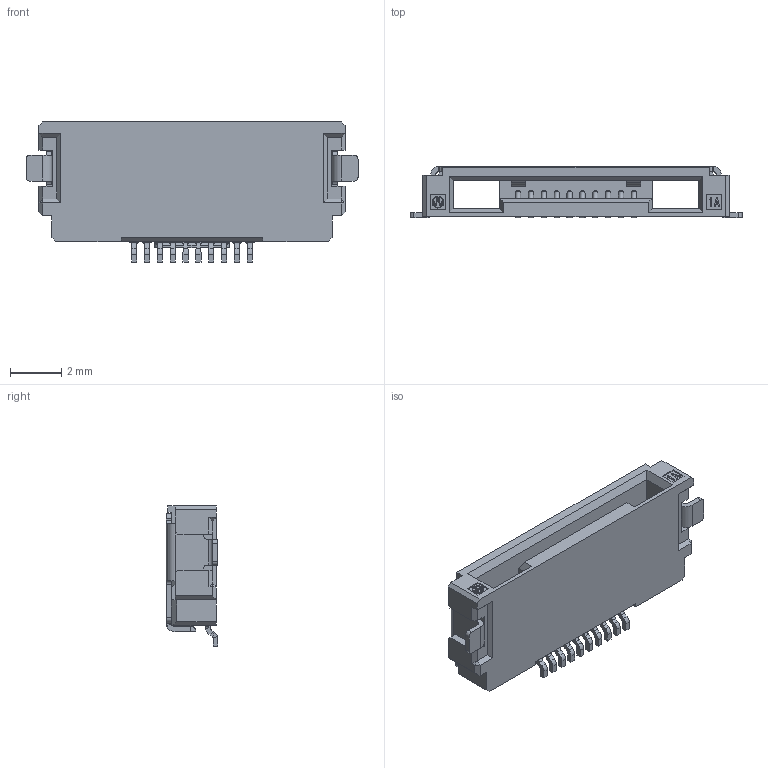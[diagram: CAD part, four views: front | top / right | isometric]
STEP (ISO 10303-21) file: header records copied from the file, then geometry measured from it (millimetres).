
FILE_DESCRIPTION (( 'STEP AP214' ), '1' );
FILE_NAME ('HF509S-10-03j.STEP', '2013-07-25T02:48:45', ( 'admin' ), ( '' ), 'SwSTEP 2.0', 'SolidWorks 2010', '' );
FILE_SCHEMA (( 'AUTOMOTIVE_DESIGN' ));
Length unit declared in the file: millimetre
Products named in the file (1): HF509S-10-03j
Bounding box: 12.9 x 2 x 5.45 mm (x, y, z)
Volume: 68.6 mm3; surface area: 300 mm2
Topology: 1 solids, 1 shells, 830 faces, 2288 edges, 1458 vertices
Faces by surface type: plane 519, cylinder 194, bspline 77, torus 40
Entity records: 27004 total; most frequent: CARTESIAN_POINT 6230, ORIENTED_EDGE 4576, DIRECTION 3974, EDGE_CURVE 2288, LINE 1478, VECTOR 1478, VERTEX_POINT 1458, AXIS2_PLACEMENT_3D 1248
